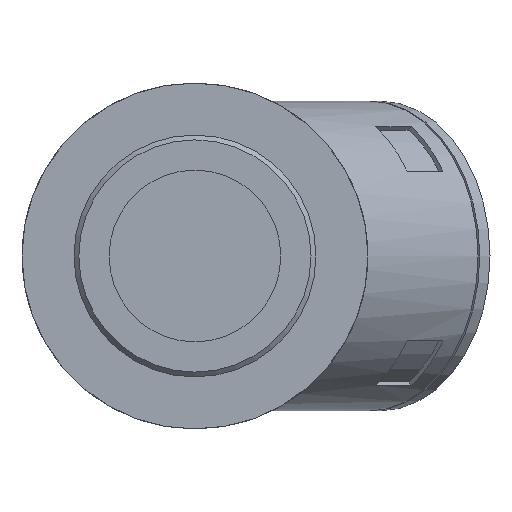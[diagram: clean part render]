
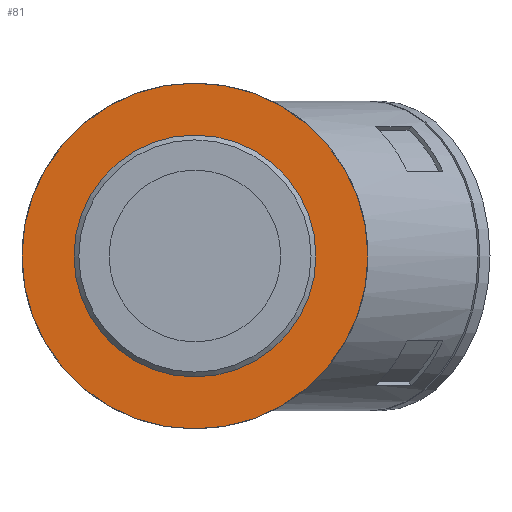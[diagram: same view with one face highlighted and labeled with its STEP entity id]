
A CAD part, front view. The second image highlights one B-rep face of the part: STEP entity #81.
In plain terms, the highlighted planar face has unit normal (0, -1, 0).
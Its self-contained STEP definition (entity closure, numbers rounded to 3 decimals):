
#81 = ADVANCED_FACE( '', ( #138, #139 ), #140, .F. );
#138 = FACE_BOUND( '', #243, .T. );
#139 = FACE_OUTER_BOUND( '', #244, .T. );
#140 = PLANE( '', #245 );
#243 = EDGE_LOOP( '', ( #391 ) );
#244 = EDGE_LOOP( '', ( #392 ) );
#245 = AXIS2_PLACEMENT_3D( '', #393, #394, #395 );
#391 = ORIENTED_EDGE( '', *, *, #677, .F. );
#392 = ORIENTED_EDGE( '', *, *, #678, .F. );
#393 = CARTESIAN_POINT( '', ( 4.35, 6.9, 0. ) );
#394 = DIRECTION( '', ( 0., 1., 0. ) );
#395 = DIRECTION( '', ( 0., 0., 1. ) );
#677 = EDGE_CURVE( '', #801, #801, #802, .F. );
#678 = EDGE_CURVE( '', #803, #803, #804, .T. );
#801 = VERTEX_POINT( '', #1108 );
#802 = CIRCLE( '', #1109, 25. );
#803 = VERTEX_POINT( '', #1110 );
#804 = CIRCLE( '', #1111, 35.75 );
#1108 = CARTESIAN_POINT( '', ( 4.35, 6.9, 25. ) );
#1109 = AXIS2_PLACEMENT_3D( '', #1390, #1391, #1392 );
#1110 = CARTESIAN_POINT( '', ( 4.35, 6.9, 35.75 ) );
#1111 = AXIS2_PLACEMENT_3D( '', #1393, #1394, #1395 );
#1390 = CARTESIAN_POINT( '', ( 4.35, 6.9, 0. ) );
#1391 = DIRECTION( '', ( 0., 1., 0. ) );
#1392 = DIRECTION( '', ( 0., 0., 1. ) );
#1393 = CARTESIAN_POINT( '', ( 4.35, 6.9, 0. ) );
#1394 = DIRECTION( '', ( 0., 1., 0. ) );
#1395 = DIRECTION( '', ( 0., 0., 1. ) );
